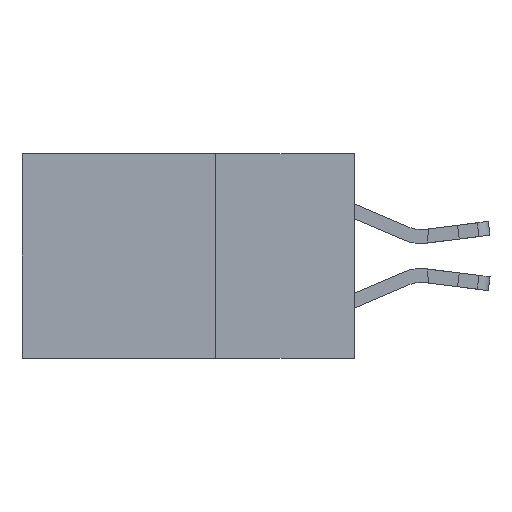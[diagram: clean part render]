
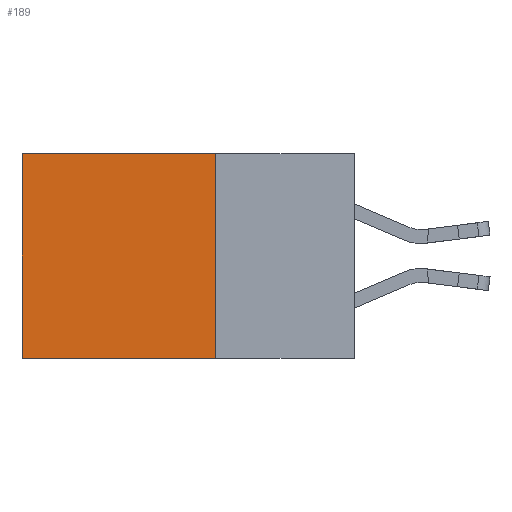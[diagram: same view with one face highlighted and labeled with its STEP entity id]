
A CAD part, left-side view. The second image highlights one B-rep face of the part: STEP entity #189.
In plain terms, the highlighted planar face has unit normal (-1, 0, 0).
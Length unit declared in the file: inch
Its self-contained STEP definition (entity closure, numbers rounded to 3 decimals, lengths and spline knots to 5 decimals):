
#189 = ADVANCED_FACE ( 'NONE', ( #11792 ), #1612, .F. ) ;
#401 = EDGE_LOOP ( 'NONE', ( #6775, #3894, #14033, #4210 ) ) ;
#661 = DIRECTION ( 'NONE',  ( 0., 0., -1. ) ) ;
#719 = CARTESIAN_POINT ( 'NONE',  ( 0.298, 0.25, -0.37 ) ) ;
#786 = CARTESIAN_POINT ( 'NONE',  ( 0.298, 0.6, 0. ) ) ;
#847 = CARTESIAN_POINT ( 'NONE',  ( 0.298, 0.25, 0. ) ) ;
#1612 = PLANE ( 'NONE',  #12157 ) ;
#2754 = LINE ( 'NONE', #719, #13198 ) ;
#2769 = EDGE_CURVE ( 'NONE', #7051, #11990, #6917, .T. ) ;
#2821 = CARTESIAN_POINT ( 'NONE',  ( 0.298, 0.25, -0.37 ) ) ;
#3352 = CARTESIAN_POINT ( 'NONE',  ( 0.298, 0.6, 0. ) ) ;
#3894 = ORIENTED_EDGE ( 'NONE', *, *, #5184, .F. ) ;
#4145 = DIRECTION ( 'NONE',  ( 0., 1., 0. ) ) ;
#4210 = ORIENTED_EDGE ( 'NONE', *, *, #2769, .T. ) ;
#5066 = DIRECTION ( 'NONE',  ( 0., 1., 0. ) ) ;
#5184 = EDGE_CURVE ( 'NONE', #5718, #14153, #2754, .T. ) ;
#5397 = DIRECTION ( 'NONE',  ( 0., 0., -1. ) ) ;
#5540 = CARTESIAN_POINT ( 'NONE',  ( 0.298, 0.25, 0. ) ) ;
#5718 = VERTEX_POINT ( 'NONE', #2821 ) ;
#5966 = CARTESIAN_POINT ( 'NONE',  ( 0.298, 0.25, 0. ) ) ;
#6775 = ORIENTED_EDGE ( 'NONE', *, *, #7480, .T. ) ;
#6917 = LINE ( 'NONE', #847, #8276 ) ;
#7051 = VERTEX_POINT ( 'NONE', #8736 ) ;
#7480 = EDGE_CURVE ( 'NONE', #11990, #14153, #13346, .T. ) ;
#7768 = EDGE_CURVE ( 'NONE', #7051, #5718, #10506, .T. ) ;
#8276 = VECTOR ( 'NONE', #4145, 39.37008 ) ;
#8440 = VECTOR ( 'NONE', #5397, 39.37008 ) ;
#8736 = CARTESIAN_POINT ( 'NONE',  ( 0.298, 0.25, 0. ) ) ;
#9746 = VECTOR ( 'NONE', #12074, 39.37008 ) ;
#10506 = LINE ( 'NONE', #5540, #8440 ) ;
#11792 = FACE_OUTER_BOUND ( 'NONE', #401, .T. ) ;
#11990 = VERTEX_POINT ( 'NONE', #786 ) ;
#12074 = DIRECTION ( 'NONE',  ( 0., 0., -1. ) ) ;
#12157 = AXIS2_PLACEMENT_3D ( 'NONE', #5966, #12622, #661 ) ;
#12622 = DIRECTION ( 'NONE',  ( 1., 0., 0. ) ) ;
#13198 = VECTOR ( 'NONE', #5066, 39.37008 ) ;
#13346 = LINE ( 'NONE', #3352, #9746 ) ;
#13360 = CARTESIAN_POINT ( 'NONE',  ( 0.298, 0.6, -0.37 ) ) ;
#14033 = ORIENTED_EDGE ( 'NONE', *, *, #7768, .F. ) ;
#14153 = VERTEX_POINT ( 'NONE', #13360 ) ;
